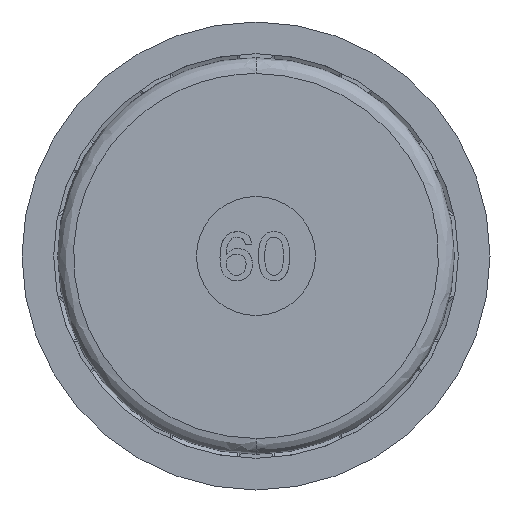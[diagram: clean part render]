
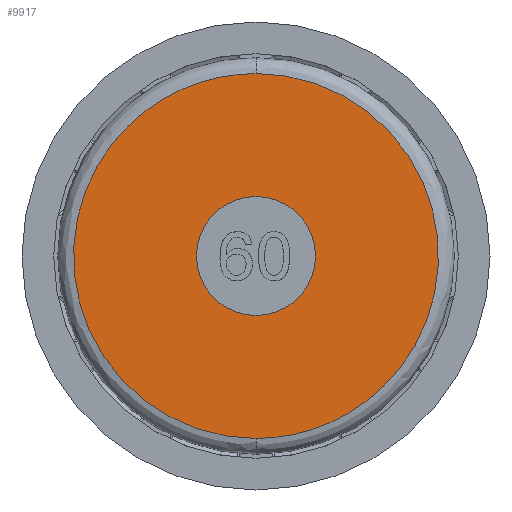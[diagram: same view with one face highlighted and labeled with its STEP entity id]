
A CAD part, front view. The second image highlights one B-rep face of the part: STEP entity #9917.
In plain terms, the highlighted planar face has unit normal (0, -1, 0).
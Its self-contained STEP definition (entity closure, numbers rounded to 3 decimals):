
#142 =( BOUNDED_CURVE ( )  B_SPLINE_CURVE ( 3, ( #11037, #10948, #10887, #10867 ),
 .UNSPECIFIED., .F., .F. ) 
 B_SPLINE_CURVE_WITH_KNOTS ( ( 4, 4 ),
 ( 0., 1. ),
 .UNSPECIFIED. ) 
 CURVE ( )  GEOMETRIC_REPRESENTATION_ITEM ( )  RATIONAL_B_SPLINE_CURVE ( ( 1., 0.333, 0.333, 1. ) ) 
 REPRESENTATION_ITEM ( '' )  );
#1025 = DIRECTION ( 'NONE',  ( 0., 0., -1. ) ) ;
#1031 = DIRECTION ( 'NONE',  ( 0., 1., 0. ) ) ;
#1043 = CARTESIAN_POINT ( 'NONE',  ( 0., 0., 0. ) ) ;
#1341 = FACE_OUTER_BOUND ( 'NONE', #3182, .T. ) ;
#1454 = ORIENTED_EDGE ( 'NONE', *, *, #8153, .T. ) ;
#1467 = FACE_BOUND ( 'NONE', #1661, .T. ) ;
#1661 = EDGE_LOOP ( 'NONE', ( #1454, #5779 ) ) ;
#2801 = EDGE_CURVE ( 'NONE', #6071, #11426, #12338, .T. ) ;
#3156 = CARTESIAN_POINT ( 'NONE',  ( 0., 0., -7.5 ) ) ;
#3182 = EDGE_LOOP ( 'NONE', ( #4818, #3925 ) ) ;
#3925 = ORIENTED_EDGE ( 'NONE', *, *, #7260, .F. ) ;
#4242 = CARTESIAN_POINT ( 'NONE',  ( 0., 0., 23. ) ) ;
#4255 = EDGE_CURVE ( 'NONE', #8330, #13022, #9314, .T. ) ;
#4818 = ORIENTED_EDGE ( 'NONE', *, *, #2801, .F. ) ;
#5779 = ORIENTED_EDGE ( 'NONE', *, *, #4255, .T. ) ;
#6071 = VERTEX_POINT ( 'NONE', #12297 ) ;
#6587 = AXIS2_PLACEMENT_3D ( 'NONE', #13875, #13872, #13859 ) ;
#7006 = CARTESIAN_POINT ( 'NONE',  ( 0., 0., -23. ) ) ;
#7260 = EDGE_CURVE ( 'NONE', #11426, #6071, #142, .T. ) ;
#8028 = CARTESIAN_POINT ( 'NONE',  ( 46., 0., -23. ) ) ;
#8153 = EDGE_CURVE ( 'NONE', #13022, #8330, #14997, .T. ) ;
#8330 = VERTEX_POINT ( 'NONE', #12195 ) ;
#9314 = CIRCLE ( 'NONE', #6587, 7.5 ) ;
#9680 = CARTESIAN_POINT ( 'NONE',  ( 0., 0., -23. ) ) ;
#9917 = ADVANCED_FACE ( 'NONE', ( #1467, #1341 ), #10737, .T. ) ;
#10570 = DIRECTION ( 'NONE',  ( 0., 0., -1. ) ) ;
#10589 = DIRECTION ( 'NONE',  ( 0., -1., 0. ) ) ;
#10608 = CARTESIAN_POINT ( 'NONE',  ( 7.5, 0., 0. ) ) ;
#10737 = PLANE ( 'NONE',  #12273 ) ;
#10867 = CARTESIAN_POINT ( 'NONE',  ( 0., 0., 23. ) ) ;
#10887 = CARTESIAN_POINT ( 'NONE',  ( -46., 0., 23. ) ) ;
#10948 = CARTESIAN_POINT ( 'NONE',  ( -46., 0., -23. ) ) ;
#11037 = CARTESIAN_POINT ( 'NONE',  ( 0., 0., -23. ) ) ;
#11088 = AXIS2_PLACEMENT_3D ( 'NONE', #1043, #1031, #1025 ) ;
#11146 = CARTESIAN_POINT ( 'NONE',  ( 46., 0., 23. ) ) ;
#11426 = VERTEX_POINT ( 'NONE', #7006 ) ;
#12195 = CARTESIAN_POINT ( 'NONE',  ( 0., 0., 7.5 ) ) ;
#12273 = AXIS2_PLACEMENT_3D ( 'NONE', #10608, #10589, #10570 ) ;
#12297 = CARTESIAN_POINT ( 'NONE',  ( 0., 0., 23. ) ) ;
#12338 =( BOUNDED_CURVE ( )  B_SPLINE_CURVE ( 3, ( #4242, #11146, #8028, #9680 ),
 .UNSPECIFIED., .F., .F. ) 
 B_SPLINE_CURVE_WITH_KNOTS ( ( 4, 4 ),
 ( 0., 1. ),
 .UNSPECIFIED. ) 
 CURVE ( )  GEOMETRIC_REPRESENTATION_ITEM ( )  RATIONAL_B_SPLINE_CURVE ( ( 1., 0.333, 0.333, 1. ) ) 
 REPRESENTATION_ITEM ( '' )  );
#13022 = VERTEX_POINT ( 'NONE', #3156 ) ;
#13859 = DIRECTION ( 'NONE',  ( 0., 0., -1. ) ) ;
#13872 = DIRECTION ( 'NONE',  ( 0., 1., 0. ) ) ;
#13875 = CARTESIAN_POINT ( 'NONE',  ( 0., 0., 0. ) ) ;
#14997 = CIRCLE ( 'NONE', #11088, 7.5 ) ;
